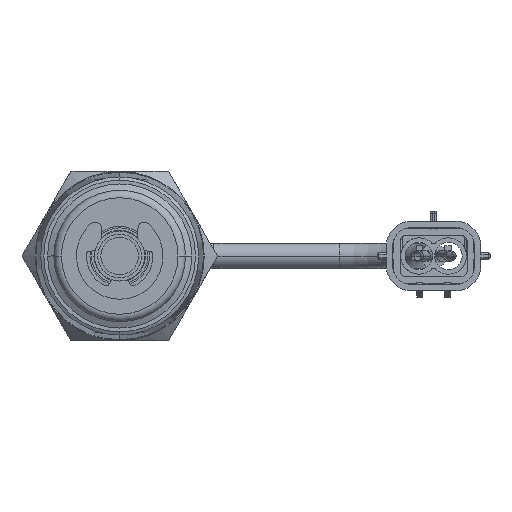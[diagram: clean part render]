
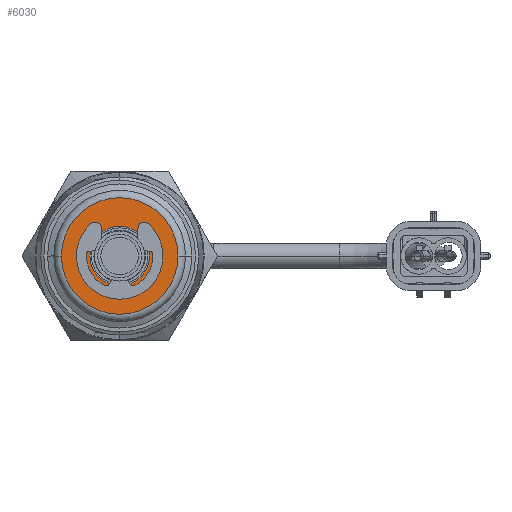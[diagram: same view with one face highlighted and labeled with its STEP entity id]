
A CAD part, front view. The second image highlights one B-rep face of the part: STEP entity #6030.
In plain terms, the highlighted planar face has unit normal (0, -1, 0).
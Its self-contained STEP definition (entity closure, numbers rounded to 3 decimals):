
#68 = CARTESIAN_POINT ( 'NONE',  ( -4.75, -129.3, 0. ) ) ;
#82 = CIRCLE ( 'NONE', #6763, 9.3 ) ;
#109 = CARTESIAN_POINT ( 'NONE',  ( 0., -129.3, 0. ) ) ;
#247 = DIRECTION ( 'NONE',  ( 0., -1., 0. ) ) ;
#252 = CIRCLE ( 'NONE', #1014, 4.75 ) ;
#332 = CARTESIAN_POINT ( 'NONE',  ( -9.3, -129.3, 0. ) ) ;
#657 = PLANE ( 'NONE',  #7952 ) ;
#1014 = AXIS2_PLACEMENT_3D ( 'NONE', #8646, #3993, #4177 ) ;
#1380 = EDGE_CURVE ( 'NONE', #7297, #8678, #82, .T. ) ;
#1419 = FACE_BOUND ( 'NONE', #4774, .T. ) ;
#2753 = DIRECTION ( 'NONE',  ( 0., -1., 0. ) ) ;
#2777 = DIRECTION ( 'NONE',  ( 0., 1., 0. ) ) ;
#2831 = CARTESIAN_POINT ( 'NONE',  ( -10.5, -129.3, 0. ) ) ;
#3061 = DIRECTION ( 'NONE',  ( 0., -1., 0. ) ) ;
#3454 = CIRCLE ( 'NONE', #9033, 4.75 ) ;
#3888 = CARTESIAN_POINT ( 'NONE',  ( 0., -129.3, 0. ) ) ;
#3901 = CARTESIAN_POINT ( 'NONE',  ( 4.75, -129.3, 0. ) ) ;
#3993 = DIRECTION ( 'NONE',  ( 0., -1., 0. ) ) ;
#4177 = DIRECTION ( 'NONE',  ( 1., 0., 0. ) ) ;
#4604 = CARTESIAN_POINT ( 'NONE',  ( 9.3, -129.3, 0. ) ) ;
#4774 = EDGE_LOOP ( 'NONE', ( #5273, #7144 ) ) ;
#5039 = VERTEX_POINT ( 'NONE', #68 ) ;
#5201 = DIRECTION ( 'NONE',  ( -1., 0., 0. ) ) ;
#5273 = ORIENTED_EDGE ( 'NONE', *, *, #7122, .F. ) ;
#5938 = ORIENTED_EDGE ( 'NONE', *, *, #7335, .T. ) ;
#6030 = ADVANCED_FACE ( 'NONE', ( #8180, #1419 ), #657, .F. ) ;
#6139 = DIRECTION ( 'NONE',  ( -1., 0., 0. ) ) ;
#6498 = DIRECTION ( 'NONE',  ( -1., 0., 0. ) ) ;
#6763 = AXIS2_PLACEMENT_3D ( 'NONE', #3888, #247, #6139 ) ;
#6835 = EDGE_LOOP ( 'NONE', ( #8710, #5938 ) ) ;
#7122 = EDGE_CURVE ( 'NONE', #9385, #5039, #3454, .T. ) ;
#7144 = ORIENTED_EDGE ( 'NONE', *, *, #9520, .F. ) ;
#7297 = VERTEX_POINT ( 'NONE', #332 ) ;
#7335 = EDGE_CURVE ( 'NONE', #8678, #7297, #9048, .T. ) ;
#7952 = AXIS2_PLACEMENT_3D ( 'NONE', #2831, #2777, #6498 ) ;
#8103 = CARTESIAN_POINT ( 'NONE',  ( 0., -129.3, 0. ) ) ;
#8180 = FACE_OUTER_BOUND ( 'NONE', #6835, .T. ) ;
#8257 = DIRECTION ( 'NONE',  ( 1., 0., 0. ) ) ;
#8646 = CARTESIAN_POINT ( 'NONE',  ( 0., -129.3, 0. ) ) ;
#8678 = VERTEX_POINT ( 'NONE', #4604 ) ;
#8710 = ORIENTED_EDGE ( 'NONE', *, *, #1380, .T. ) ;
#8891 = AXIS2_PLACEMENT_3D ( 'NONE', #8103, #2753, #5201 ) ;
#9033 = AXIS2_PLACEMENT_3D ( 'NONE', #109, #3061, #8257 ) ;
#9048 = CIRCLE ( 'NONE', #8891, 9.3 ) ;
#9385 = VERTEX_POINT ( 'NONE', #3901 ) ;
#9520 = EDGE_CURVE ( 'NONE', #5039, #9385, #252, .T. ) ;
